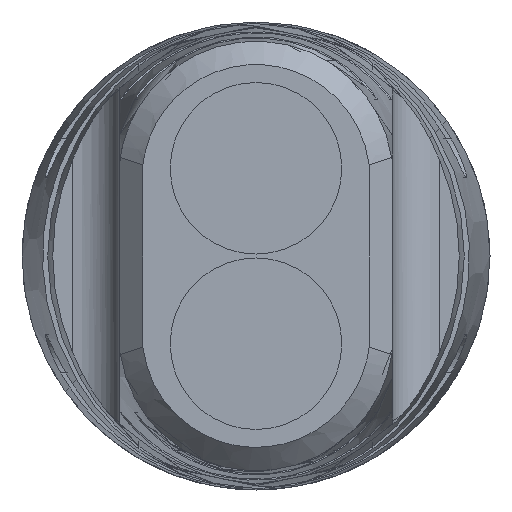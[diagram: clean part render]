
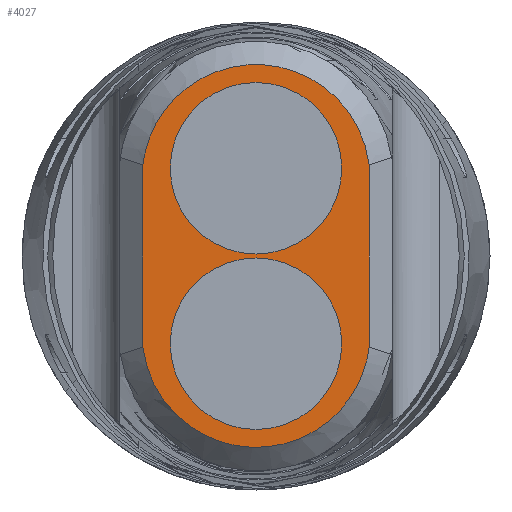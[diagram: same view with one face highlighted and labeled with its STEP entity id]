
A CAD part, front view. The second image highlights one B-rep face of the part: STEP entity #4027.
In plain terms, the highlighted face is planar.
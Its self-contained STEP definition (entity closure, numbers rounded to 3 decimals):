
#2213=CARTESIAN_POINT('',(0.,1.125,24.));
#2214=DIRECTION('',(0.,0.,1.));
#2215=DIRECTION('',(0.,1.,0.));
#2216=AXIS2_PLACEMENT_3D('',#2213,#2214,#2215);
#2218=CARTESIAN_POINT('',(0.,1.125,24.));
#2219=DIRECTION('',(0.,0.,1.));
#2220=DIRECTION('',(0.,-1.,0.));
#2221=AXIS2_PLACEMENT_3D('',#2218,#2219,#2220);
#2223=CARTESIAN_POINT('',(0.,-1.125,24.));
#2224=DIRECTION('',(0.,0.,1.));
#2225=DIRECTION('',(0.,1.,0.));
#2226=AXIS2_PLACEMENT_3D('',#2223,#2224,#2225);
#2228=CARTESIAN_POINT('',(0.,-1.125,24.));
#2229=DIRECTION('',(0.,0.,1.));
#2230=DIRECTION('',(0.,-1.,0.));
#2231=AXIS2_PLACEMENT_3D('',#2228,#2229,#2230);
#2233=DIRECTION('',(0.,-1.,0.));
#2234=VECTOR('',#2233,2.341);
#2235=CARTESIAN_POINT('',(-1.45,1.171,24.));
#2236=LINE('',#2235,#2234);
#2237=CARTESIAN_POINT('',(1.45,1.171,24.));
#2238=CARTESIAN_POINT('',(1.446,1.203,24.));
#2239=CARTESIAN_POINT('',(1.43,1.305,24.));
#2240=CARTESIAN_POINT('',(1.382,1.488,24.));
#2241=CARTESIAN_POINT('',(1.274,1.727,24.));
#2242=CARTESIAN_POINT('',(1.101,1.969,24.));
#2243=CARTESIAN_POINT('',(0.874,2.176,24.));
#2244=CARTESIAN_POINT('',(0.613,2.331,24.));
#2245=CARTESIAN_POINT('',(0.324,2.428,24.));
#2246=CARTESIAN_POINT('',(0.022,2.464,24.));
#2247=CARTESIAN_POINT('',(-0.282,2.437,
24.));
#2248=CARTESIAN_POINT('',(-0.573,2.348,
24.));
#2249=CARTESIAN_POINT('',(-0.841,2.201,
24.));
#2250=CARTESIAN_POINT('',(-1.072,2.,24.));
#2251=CARTESIAN_POINT('',(-1.246,1.772,24.));
#2252=CARTESIAN_POINT('',(-1.358,1.549,24.));
#2253=CARTESIAN_POINT('',(-1.422,1.347,24.));
#2254=CARTESIAN_POINT('',(-1.443,1.226,24.));
#2255=CARTESIAN_POINT('',(-1.45,1.171,24.));
#2257=DIRECTION('',(0.,1.,0.));
#2258=VECTOR('',#2257,2.341);
#2259=CARTESIAN_POINT('',(1.45,-1.171,24.));
#2260=LINE('',#2259,#2258);
#2261=CARTESIAN_POINT('',(-1.45,-1.171,
24.));
#2262=CARTESIAN_POINT('',(-1.444,-1.218,
24.));
#2263=CARTESIAN_POINT('',(-1.424,-1.337,
24.));
#2264=CARTESIAN_POINT('',(-1.362,-1.54,
24.));
#2265=CARTESIAN_POINT('',(-1.24,-1.782,
24.));
#2266=CARTESIAN_POINT('',(-1.058,-2.015,
24.));
#2267=CARTESIAN_POINT('',(-0.832,-2.205,
24.));
#2268=CARTESIAN_POINT('',(-0.574,-2.347,
24.));
#2269=CARTESIAN_POINT('',(-0.292,-2.435,
24.));
#2270=CARTESIAN_POINT('',(0.002,-2.464,
24.));
#2271=CARTESIAN_POINT('',(0.296,-2.434,
24.));
#2272=CARTESIAN_POINT('',(0.579,-2.345,
24.));
#2273=CARTESIAN_POINT('',(0.838,-2.202,
24.));
#2274=CARTESIAN_POINT('',(1.064,-2.008,24.));
#2275=CARTESIAN_POINT('',(1.238,-1.784,24.));
#2276=CARTESIAN_POINT('',(1.352,-1.563,24.));
#2277=CARTESIAN_POINT('',(1.42,-1.356,24.));
#2278=CARTESIAN_POINT('',(1.443,-1.23,24.));
#2279=CARTESIAN_POINT('',(1.45,-1.171,24.));
#2433=CARTESIAN_POINT('',(0.,2.225,24.));
#2434=CARTESIAN_POINT('',(0.,0.025,24.));
#2435=VERTEX_POINT('',#2433);
#2436=VERTEX_POINT('',#2434);
#2437=CARTESIAN_POINT('',(0.,-0.025,24.));
#2438=CARTESIAN_POINT('',(0.,-2.225,24.));
#2439=VERTEX_POINT('',#2437);
#2440=VERTEX_POINT('',#2438);
#2579=CARTESIAN_POINT('',(-1.45,1.171,24.));
#2580=CARTESIAN_POINT('',(-1.45,-1.171,
24.));
#2581=VERTEX_POINT('',#2579);
#2582=VERTEX_POINT('',#2580);
#2584=VERTEX_POINT('',#2279);
#2586=CARTESIAN_POINT('',(1.45,1.171,24.));
#2587=VERTEX_POINT('',#2586);
#4004=CARTESIAN_POINT('',(0.,0.,24.));
#4005=DIRECTION('',(0.,0.,1.));
#4006=DIRECTION('',(1.,0.,0.));
#4007=AXIS2_PLACEMENT_3D('',#4004,#4005,#4006);
#4008=PLANE('',#4007);
#4010=ORIENTED_EDGE('',*,*,#4009,.F.);
#4012=ORIENTED_EDGE('',*,*,#4011,.F.);
#4014=ORIENTED_EDGE('',*,*,#4013,.F.);
#4016=ORIENTED_EDGE('',*,*,#4015,.F.);
#4017=EDGE_LOOP('',(#4010,#4012,#4014,#4016));
#4018=FACE_OUTER_BOUND('',#4017,.F.);
#4019=ORIENTED_EDGE('',*,*,#3873,.T.);
#4020=ORIENTED_EDGE('',*,*,#3693,.T.);
#4021=EDGE_LOOP('',(#4019,#4020));
#4022=FACE_BOUND('',#4021,.F.);
#4023=ORIENTED_EDGE('',*,*,#3778,.T.);
#4024=ORIENTED_EDGE('',*,*,#3619,.T.);
#4025=EDGE_LOOP('',(#4023,#4024));
#4026=FACE_BOUND('',#4025,.F.);
#2217=CIRCLE('',#2216,1.1);
#2222=CIRCLE('',#2221,1.1);
#2227=CIRCLE('',#2226,1.1);
#2232=CIRCLE('',#2231,1.1);
#2256=B_SPLINE_CURVE_WITH_KNOTS('',3,(#2237,#2238,#2239,#2240,#2241,#2242,#2243,
#2244,#2245,#2246,#2247,#2248,#2249,#2250,#2251,#2252,#2253,#2254,#2255),
.UNSPECIFIED.,.F.,.F.,(4,1,1,1,1,1,1,1,1,1,1,1,1,1,1,1,4),(0.,
0.031,0.096,0.162,0.227,
0.292,0.357,0.422,0.487,
0.552,0.617,0.682,0.747,
0.812,0.877,0.942,1.),.UNSPECIFIED.);
#2280=B_SPLINE_CURVE_WITH_KNOTS('',3,(#2261,#2262,#2263,#2264,#2265,#2266,#2267,
#2268,#2269,#2270,#2271,#2272,#2273,#2274,#2275,#2276,#2277,#2278,#2279),
.UNSPECIFIED.,.F.,.F.,(4,1,1,1,1,1,1,1,1,1,1,1,1,1,1,1,4),(0.,
0.045,0.109,0.173,0.236,
0.3,0.364,0.428,0.491,
0.555,0.619,0.682,0.746,
0.81,0.874,0.937,1.),.UNSPECIFIED.);
#3619=EDGE_CURVE('',#2436,#2435,#2222,.T.);
#3693=EDGE_CURVE('',#2440,#2439,#2232,.T.);
#3778=EDGE_CURVE('',#2435,#2436,#2217,.T.);
#3873=EDGE_CURVE('',#2439,#2440,#2227,.T.);
#4009=EDGE_CURVE('',#2581,#2582,#2236,.T.);
#4011=EDGE_CURVE('',#2587,#2581,#2256,.T.);
#4013=EDGE_CURVE('',#2584,#2587,#2260,.T.);
#4015=EDGE_CURVE('',#2582,#2584,#2280,.T.);
#4027=ADVANCED_FACE('',(#4018,#4022,#4026),#4008,.T.);
